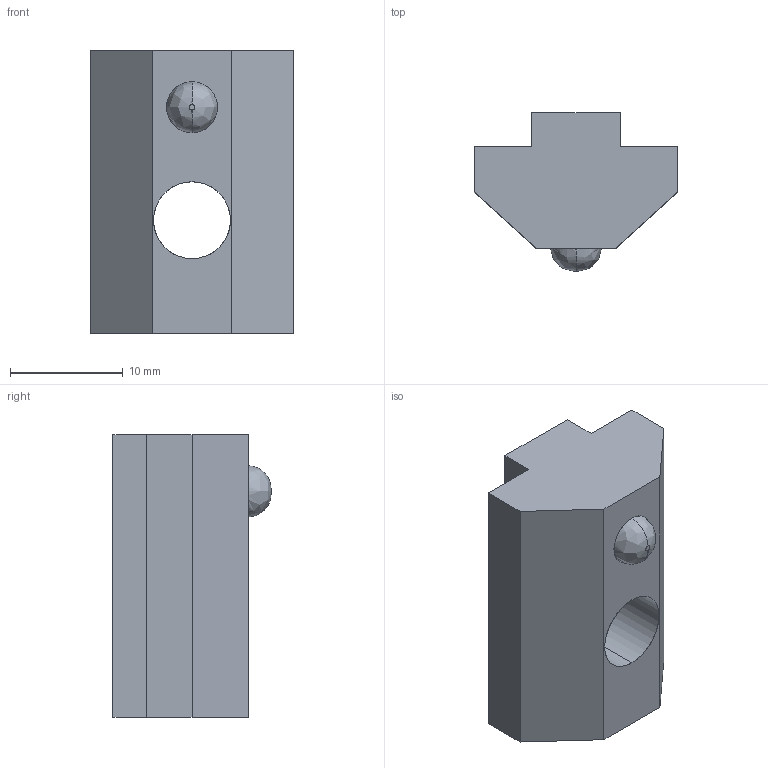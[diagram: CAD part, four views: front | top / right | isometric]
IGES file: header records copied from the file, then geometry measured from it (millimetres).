
Start section: SolidWorks IGES file using analytic representation for surfaces
Global section: file name: A32-83.IGS; native system: SolidWorks 2007; preprocessor: SolidWorks 2007; author: jean; date: 180326.162920; units: millimetre
Bounding box: 18 x 14 x 25 mm (x, y, z)
Surface area: 1860.5 mm2 (no closed solid volume)
Topology: 0 solids, 0 shells, 17 faces, 188 edges, 188 vertices
Faces by surface type: bspline 15, revolution 2
